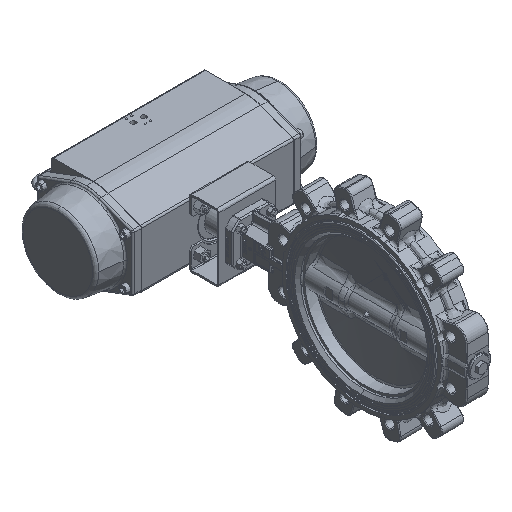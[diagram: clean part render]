
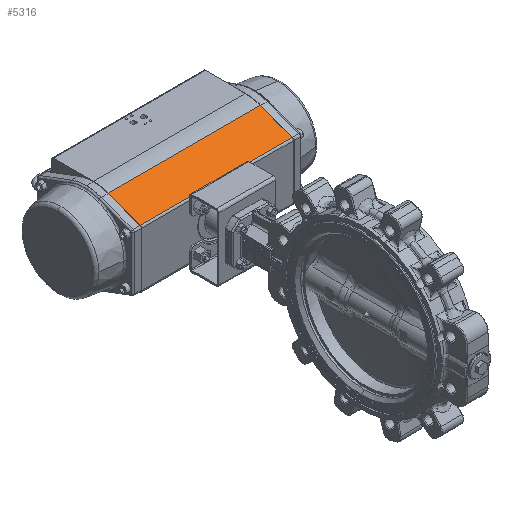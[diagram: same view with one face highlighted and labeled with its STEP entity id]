
A CAD part, isometric view. The second image highlights one B-rep face of the part: STEP entity #5316.
In plain terms, the highlighted planar face has unit normal (0, 0.345, -0.939).
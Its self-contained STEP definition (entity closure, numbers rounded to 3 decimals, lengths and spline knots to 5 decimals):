
#3962 = VECTOR ( 'NONE', #74339, 1. ) ;
#5316 = ADVANCED_FACE ( 'NONE', ( #32345 ), #32932, .T. ) ;
#5735 = ORIENTED_EDGE ( 'NONE', *, *, #53037, .T. ) ;
#12987 = CARTESIAN_POINT ( 'NONE',  ( -0.30047, 0.34398, 0.65782 ) ) ;
#15949 = CARTESIAN_POINT ( 'NONE',  ( -0.30047, 0.4202, 0.68581 ) ) ;
#18835 = LINE ( 'NONE', #56399, #43509 ) ;
#20181 = CARTESIAN_POINT ( 'NONE',  ( 0.06053, 0.4202, 0.68581 ) ) ;
#20479 = DIRECTION ( 'NONE',  ( 0., -0.939, -0.345 ) ) ;
#21136 = LINE ( 'NONE', #12987, #3962 ) ;
#21454 = VERTEX_POINT ( 'NONE', #36078 ) ;
#22728 = LINE ( 'NONE', #30286, #90433 ) ;
#24241 = DIRECTION ( 'NONE',  ( 0., 0.345, -0.939 ) ) ;
#25811 = AXIS2_PLACEMENT_3D ( 'NONE', #33505, #24241, #84433 ) ;
#27515 = CARTESIAN_POINT ( 'NONE',  ( -0.30047, 0.4202, 0.68581 ) ) ;
#30286 = CARTESIAN_POINT ( 'NONE',  ( 0.06053, 0.34398, 0.65782 ) ) ;
#31335 = VERTEX_POINT ( 'NONE', #38627 ) ;
#32345 = FACE_OUTER_BOUND ( 'NONE', #75089, .T. ) ;
#32932 = PLANE ( 'NONE',  #25811 ) ;
#33505 = CARTESIAN_POINT ( 'NONE',  ( -0.30047, 0.34398, 0.65782 ) ) ;
#36078 = CARTESIAN_POINT ( 'NONE',  ( 0.06053, 0.34398, 0.65782 ) ) ;
#38627 = CARTESIAN_POINT ( 'NONE',  ( -0.30047, 0.34398, 0.65782 ) ) ;
#43509 = VECTOR ( 'NONE', #54113, 1. ) ;
#43879 = EDGE_CURVE ( 'NONE', #75955, #21454, #22728, .T. ) ;
#53037 = EDGE_CURVE ( 'NONE', #90170, #75955, #96355, .T. ) ;
#54113 = DIRECTION ( 'NONE',  ( 0., 0.939, 0.345 ) ) ;
#56399 = CARTESIAN_POINT ( 'NONE',  ( -0.30047, 0.34398, 0.65782 ) ) ;
#58995 = EDGE_CURVE ( 'NONE', #21454, #31335, #21136, .T. ) ;
#59913 = ORIENTED_EDGE ( 'NONE', *, *, #58995, .T. ) ;
#74339 = DIRECTION ( 'NONE',  ( -1., 0., 0. ) ) ;
#75089 = EDGE_LOOP ( 'NONE', ( #101883, #5735, #98413, #59913 ) ) ;
#75955 = VERTEX_POINT ( 'NONE', #20181 ) ;
#84433 = DIRECTION ( 'NONE',  ( 0., 0.939, 0.345 ) ) ;
#90040 = EDGE_CURVE ( 'NONE', #31335, #90170, #18835, .T. ) ;
#90170 = VERTEX_POINT ( 'NONE', #27515 ) ;
#90433 = VECTOR ( 'NONE', #20479, 1. ) ;
#96355 = LINE ( 'NONE', #15949, #106678 ) ;
#98413 = ORIENTED_EDGE ( 'NONE', *, *, #43879, .T. ) ;
#101883 = ORIENTED_EDGE ( 'NONE', *, *, #90040, .T. ) ;
#106678 = VECTOR ( 'NONE', #113151, 1. ) ;
#113151 = DIRECTION ( 'NONE',  ( 1., 0., 0. ) ) ;
